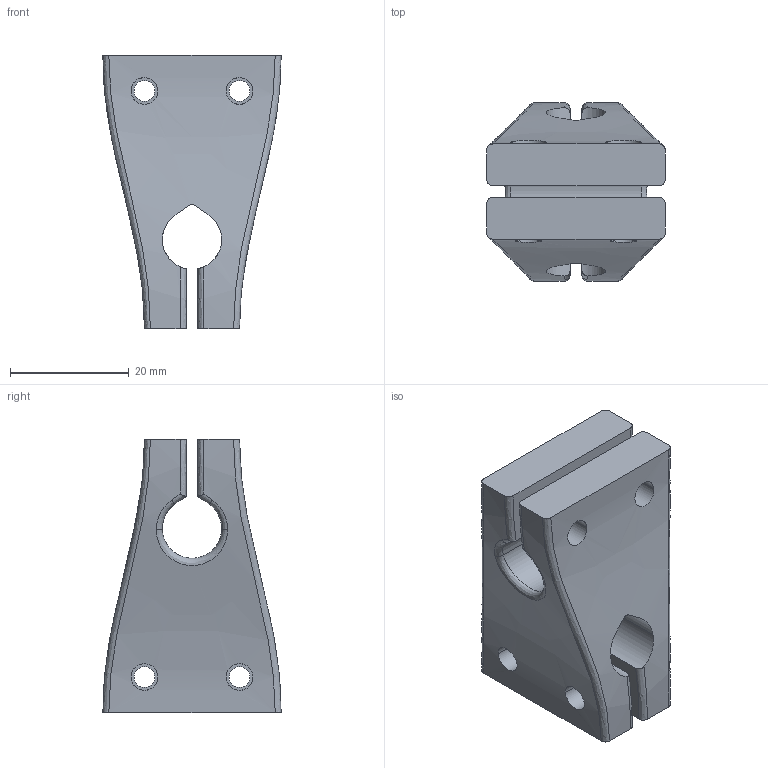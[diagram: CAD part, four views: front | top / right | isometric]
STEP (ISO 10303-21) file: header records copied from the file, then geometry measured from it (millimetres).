
FILE_DESCRIPTION (( 'STEP AP203' ), '1' );
FILE_NAME ('connector1_2_Default_sldprt.STEP', '2023-12-01T19:27:28', ( '' ), ( '' ), 'SwSTEP 2.0', 'SolidWorks 2023', '' );
FILE_SCHEMA (( 'CONFIG_CONTROL_DESIGN' ));
Length unit declared in the file: millimetre
Products named in the file (1): connector1_2_Default_sldprt
Bounding box: 30 x 30 x 46 mm (x, y, z)
Volume: 16753.5 mm3; surface area: 7976.2 mm2
Topology: 1 solids, 1 shells, 86 faces, 220 edges, 144 vertices
Faces by surface type: cylinder 40, bspline 26, plane 20
Entity records: 6052 total; most frequent: CARTESIAN_POINT 4116, ORIENTED_EDGE 440, DIRECTION 274, EDGE_CURVE 220, VERTEX_POINT 144, B_SPLINE_CURVE_WITH_KNOTS 116, EDGE_LOOP 110, AXIS2_PLACEMENT_3D 109
